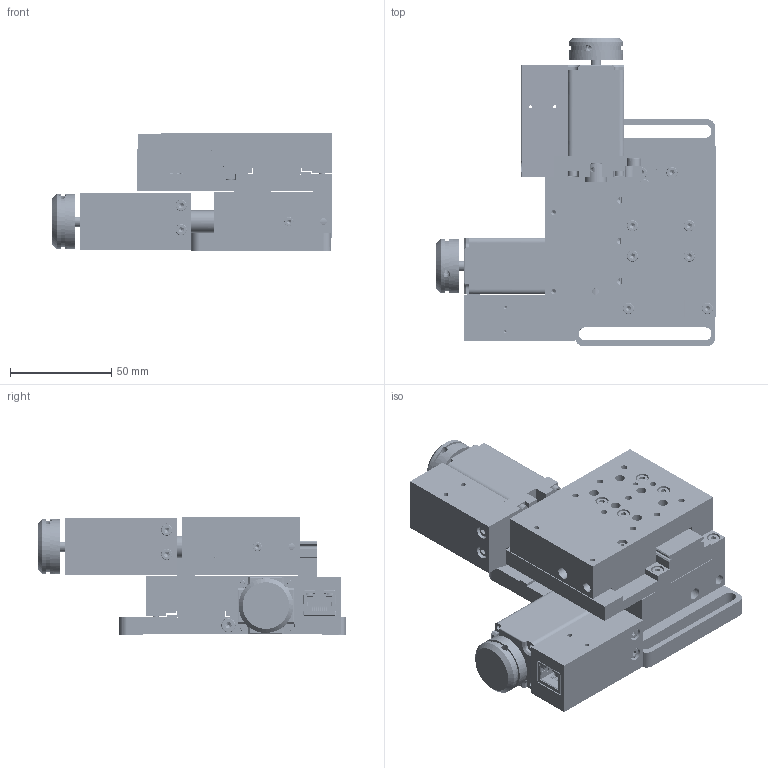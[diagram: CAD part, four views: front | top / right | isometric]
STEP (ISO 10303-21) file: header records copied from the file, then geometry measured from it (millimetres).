
FILE_DESCRIPTION(/* description */ (''),/* implementation_level */ '2;1');
FILE_NAME(/* name */ '03_TS16-SM2-XY',/* time_stamp */ '2025-05-27T13:11:01+03:00',/* author */ (''),/* organization */ (''),/* preprocessor_version */ 'ST-DEVELOPER v16.5',/* originating_system */ 'Rhino 7.34',/* authorisation */ '');
FILE_SCHEMA (('AUTOMOTIVE_DESIGN'));
Products named in the file (1): Document
Bounding box: 137.75 x 152 x 58.2 mm (x, y, z)
Volume: 391839.7 mm3; surface area: 188853.9 mm2
Topology: 217 solids, 217 shells, 6327 faces, 17284 edges, 11382 vertices
Faces by surface type: plane 4011, cylinder 1686, bspline 630
Entity records: 198580 total; most frequent: CARTESIAN_POINT 82583, ORIENTED_EDGE 34180, EDGE_CURVE 17090, B_SPLINE_CURVE_WITH_KNOTS 11691, VERTEX_POINT 11374, EDGE_LOOP 6958, ADVANCED_FACE 6327, FACE_OUTER_BOUND 6327
